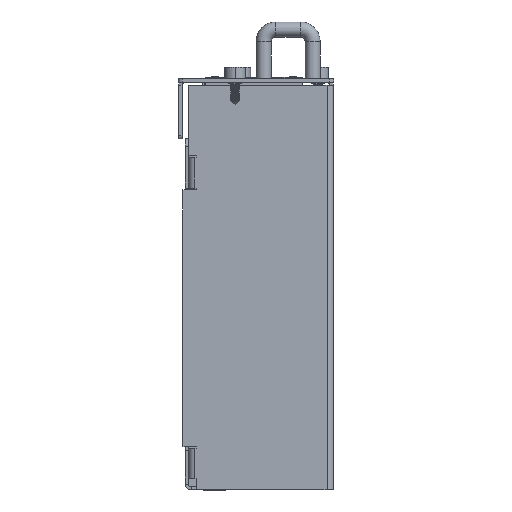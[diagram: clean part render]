
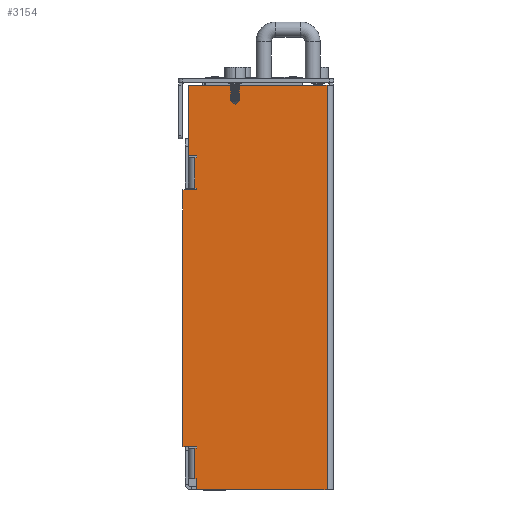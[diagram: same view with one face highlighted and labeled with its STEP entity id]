
A CAD part, left-side view. The second image highlights one B-rep face of the part: STEP entity #3154.
In plain terms, the highlighted planar face has unit normal (-1, 0, 0).
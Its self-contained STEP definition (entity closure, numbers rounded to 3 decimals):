
#707=DIRECTION('',(0.,0.,1.));
#708=VECTOR('',#707,107.263);
#709=CARTESIAN_POINT('',(6.2,-39.363,-108.));
#710=LINE('',#709,#708);
#741=DIRECTION('',(0.,0.,-1.));
#742=VECTOR('',#741,3.);
#743=CARTESIAN_POINT('',(6.2,-4.837,-105.));
#744=LINE('',#743,#742);
#899=DIRECTION('',(0.,0.,1.));
#900=VECTOR('',#899,68.);
#901=CARTESIAN_POINT('',(6.2,-1.2,-96.5));
#902=LINE('',#901,#900);
#903=DIRECTION('',(0.,0.,1.));
#904=VECTOR('',#903,18.763);
#905=CARTESIAN_POINT('',(6.2,-2.6,-19.5));
#906=LINE('',#905,#904);
#907=DIRECTION('',(0.,-1.,0.));
#908=VECTOR('',#907,36.763);
#909=CARTESIAN_POINT('',(6.2,-2.6,-0.737));
#910=LINE('',#909,#908);
#911=DIRECTION('',(0.,1.,0.));
#912=VECTOR('',#911,34.527);
#913=CARTESIAN_POINT('',(6.2,-39.363,-108.));
#914=LINE('',#913,#912);
#923=DIRECTION('',(0.,-1.,0.));
#924=VECTOR('',#923,0.5);
#925=CARTESIAN_POINT('',(6.2,-4.337,-105.));
#926=LINE('',#925,#924);
#1055=DIRECTION('',(0.,1.,0.));
#1056=VECTOR('',#1055,0.5);
#1057=CARTESIAN_POINT('',(6.2,-4.837,-97.));
#1058=LINE('',#1057,#1056);
#1067=DIRECTION('',(0.,0.,-1.));
#1068=VECTOR('',#1067,0.5);
#1069=CARTESIAN_POINT('',(6.2,-4.837,-96.5));
#1070=LINE('',#1069,#1068);
#1083=DIRECTION('',(0.,-1.,0.));
#1084=VECTOR('',#1083,3.637);
#1085=CARTESIAN_POINT('',(6.2,-1.2,-96.5));
#1086=LINE('',#1085,#1084);
#1091=DIRECTION('',(0.,1.,0.));
#1092=VECTOR('',#1091,3.637);
#1093=CARTESIAN_POINT('',(6.2,-4.837,-28.5));
#1094=LINE('',#1093,#1092);
#1107=DIRECTION('',(0.,0.,-1.));
#1108=VECTOR('',#1107,0.5);
#1109=CARTESIAN_POINT('',(6.2,-4.837,-28.));
#1110=LINE('',#1109,#1108);
#1119=DIRECTION('',(0.,-1.,0.));
#1120=VECTOR('',#1119,0.5);
#1121=CARTESIAN_POINT('',(6.2,-4.337,-28.));
#1122=LINE('',#1121,#1120);
#1251=DIRECTION('',(0.,1.,0.));
#1252=VECTOR('',#1251,0.5);
#1253=CARTESIAN_POINT('',(6.2,-4.837,-20.));
#1254=LINE('',#1253,#1252);
#1263=DIRECTION('',(0.,0.,-1.));
#1264=VECTOR('',#1263,0.5);
#1265=CARTESIAN_POINT('',(6.2,-4.837,-19.5));
#1266=LINE('',#1265,#1264);
#1275=DIRECTION('',(0.,-1.,0.));
#1276=VECTOR('',#1275,2.237);
#1277=CARTESIAN_POINT('',(6.2,-2.6,-19.5));
#1278=LINE('',#1277,#1276);
#1291=DIRECTION('',(0.,0.,-1.));
#1292=VECTOR('',#1291,8.);
#1293=CARTESIAN_POINT('',(6.2,-4.337,-20.));
#1294=LINE('',#1293,#1292);
#1307=DIRECTION('',(0.,0.,-1.));
#1308=VECTOR('',#1307,8.);
#1309=CARTESIAN_POINT('',(6.2,-4.337,-97.));
#1310=LINE('',#1309,#1308);
#1785=CARTESIAN_POINT('',(6.2,-39.363,-108.));
#1786=VERTEX_POINT('',#1785);
#1787=CARTESIAN_POINT('',(6.2,-39.363,-0.737));
#1788=VERTEX_POINT('',#1787);
#1794=CARTESIAN_POINT('',(6.2,-4.837,-108.));
#1796=VERTEX_POINT('',#1794);
#1799=CARTESIAN_POINT('',(6.2,-4.837,-105.));
#1800=VERTEX_POINT('',#1799);
#1861=CARTESIAN_POINT('',(6.2,-2.6,-0.737));
#1862=VERTEX_POINT('',#1861);
#1863=CARTESIAN_POINT('',(6.2,-4.337,-105.));
#1864=VERTEX_POINT('',#1863);
#1865=CARTESIAN_POINT('',(6.2,-4.337,-97.));
#1866=VERTEX_POINT('',#1865);
#1867=CARTESIAN_POINT('',(6.2,-4.837,-97.));
#1868=VERTEX_POINT('',#1867);
#1869=CARTESIAN_POINT('',(6.2,-4.837,-96.5));
#1870=VERTEX_POINT('',#1869);
#1871=CARTESIAN_POINT('',(6.2,-1.2,-96.5));
#1872=VERTEX_POINT('',#1871);
#1873=CARTESIAN_POINT('',(6.2,-1.2,-28.5));
#1874=VERTEX_POINT('',#1873);
#1875=CARTESIAN_POINT('',(6.2,-4.837,-28.5));
#1876=VERTEX_POINT('',#1875);
#1877=CARTESIAN_POINT('',(6.2,-4.837,-28.));
#1878=VERTEX_POINT('',#1877);
#1879=CARTESIAN_POINT('',(6.2,-4.337,-28.));
#1880=VERTEX_POINT('',#1879);
#1881=CARTESIAN_POINT('',(6.2,-4.337,-20.));
#1882=VERTEX_POINT('',#1881);
#1883=CARTESIAN_POINT('',(6.2,-4.837,-20.));
#1884=VERTEX_POINT('',#1883);
#1885=CARTESIAN_POINT('',(6.2,-4.837,-19.5));
#1886=VERTEX_POINT('',#1885);
#1887=CARTESIAN_POINT('',(6.2,-2.6,-19.5));
#1888=VERTEX_POINT('',#1887);
#3115=CARTESIAN_POINT('',(6.2,-40.1,-0.737));
#3116=DIRECTION('',(1.,0.,0.));
#3117=DIRECTION('',(0.,1.,0.));
#3118=AXIS2_PLACEMENT_3D('',#3115,#3116,#3117);
#3119=PLANE('',#3118);
#3120=ORIENTED_EDGE('',*,*,#2822,.F.);
#3122=ORIENTED_EDGE('',*,*,#3121,.F.);
#3124=ORIENTED_EDGE('',*,*,#3123,.F.);
#3126=ORIENTED_EDGE('',*,*,#3125,.F.);
#3128=ORIENTED_EDGE('',*,*,#3127,.F.);
#3130=ORIENTED_EDGE('',*,*,#3129,.F.);
#3132=ORIENTED_EDGE('',*,*,#3131,.T.);
#3134=ORIENTED_EDGE('',*,*,#3133,.F.);
#3136=ORIENTED_EDGE('',*,*,#3135,.F.);
#3138=ORIENTED_EDGE('',*,*,#3137,.F.);
#3140=ORIENTED_EDGE('',*,*,#3139,.F.);
#3142=ORIENTED_EDGE('',*,*,#3141,.F.);
#3144=ORIENTED_EDGE('',*,*,#3143,.F.);
#3146=ORIENTED_EDGE('',*,*,#3145,.F.);
#3148=ORIENTED_EDGE('',*,*,#3147,.T.);
#3149=ORIENTED_EDGE('',*,*,#3107,.T.);
#3150=ORIENTED_EDGE('',*,*,#2775,.F.);
#3151=ORIENTED_EDGE('',*,*,#2805,.T.);
#3152=EDGE_LOOP('',(#3120,#3122,#3124,#3126,#3128,#3130,#3132,#3134,#3136,#3138,
#3140,#3142,#3144,#3146,#3148,#3149,#3150,#3151));
#3153=FACE_OUTER_BOUND('',#3152,.F.);
#2775=EDGE_CURVE('',#1786,#1788,#710,.T.);
#2805=EDGE_CURVE('',#1786,#1796,#914,.T.);
#2822=EDGE_CURVE('',#1800,#1796,#744,.T.);
#3107=EDGE_CURVE('',#1862,#1788,#910,.T.);
#3121=EDGE_CURVE('',#1864,#1800,#926,.T.);
#3123=EDGE_CURVE('',#1866,#1864,#1310,.T.);
#3125=EDGE_CURVE('',#1868,#1866,#1058,.T.);
#3127=EDGE_CURVE('',#1870,#1868,#1070,.T.);
#3129=EDGE_CURVE('',#1872,#1870,#1086,.T.);
#3131=EDGE_CURVE('',#1872,#1874,#902,.T.);
#3133=EDGE_CURVE('',#1876,#1874,#1094,.T.);
#3135=EDGE_CURVE('',#1878,#1876,#1110,.T.);
#3137=EDGE_CURVE('',#1880,#1878,#1122,.T.);
#3139=EDGE_CURVE('',#1882,#1880,#1294,.T.);
#3141=EDGE_CURVE('',#1884,#1882,#1254,.T.);
#3143=EDGE_CURVE('',#1886,#1884,#1266,.T.);
#3145=EDGE_CURVE('',#1888,#1886,#1278,.T.);
#3147=EDGE_CURVE('',#1888,#1862,#906,.T.);
#3154=ADVANCED_FACE('',(#3153),#3119,.F.);
